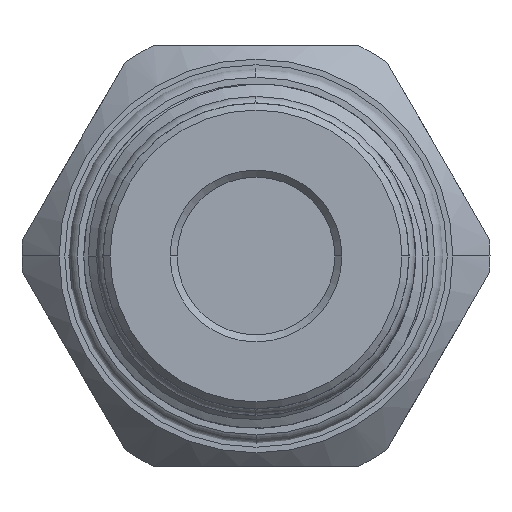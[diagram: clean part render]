
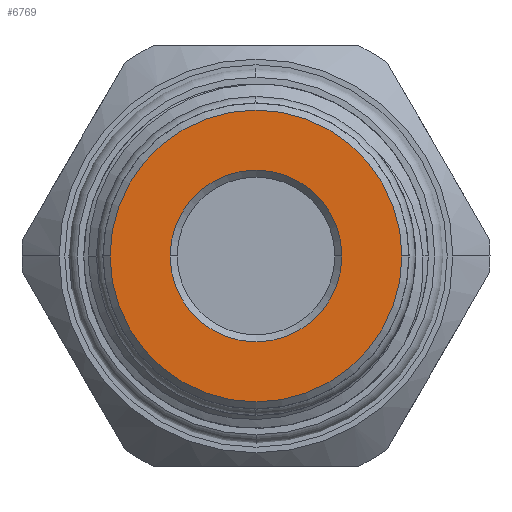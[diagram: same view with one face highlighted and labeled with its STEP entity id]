
A CAD part, left-side view. The second image highlights one B-rep face of the part: STEP entity #6769.
In plain terms, the highlighted planar face has unit normal (-1, 0, 0).
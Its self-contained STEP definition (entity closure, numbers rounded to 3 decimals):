
#70 = CARTESIAN_POINT ( 'NONE',  ( -73.054, 8.325, 0. ) ) ;
#215 = DIRECTION ( 'NONE',  ( 0., 1., 0. ) ) ;
#685 = ORIENTED_EDGE ( 'NONE', *, *, #1427, .T. ) ;
#944 = AXIS2_PLACEMENT_3D ( 'NONE', #7859, #10939, #8888 ) ;
#1275 = PLANE ( 'NONE',  #10985 ) ;
#1427 = EDGE_CURVE ( 'NONE', #5231, #4443, #9620, .T. ) ;
#1795 = AXIS2_PLACEMENT_3D ( 'NONE', #11628, #12629, #215 ) ;
#2337 = DIRECTION ( 'NONE',  ( 1., 0., 0. ) ) ;
#2856 = EDGE_CURVE ( 'NONE', #12779, #4898, #10749, .T. ) ;
#3650 = FACE_BOUND ( 'NONE', #12644, .T. ) ;
#3905 = ORIENTED_EDGE ( 'NONE', *, *, #4511, .T. ) ;
#4108 = DIRECTION ( 'NONE',  ( 1., 0., 0. ) ) ;
#4443 = VERTEX_POINT ( 'NONE', #12062 ) ;
#4511 = EDGE_CURVE ( 'NONE', #4443, #5231, #8605, .T. ) ;
#4597 = DIRECTION ( 'NONE',  ( 0., -1., 0. ) ) ;
#4832 = DIRECTION ( 'NONE',  ( 1., 0., 0. ) ) ;
#4898 = VERTEX_POINT ( 'NONE', #10586 ) ;
#5150 = CARTESIAN_POINT ( 'NONE',  ( -73.054, -4.9, 0. ) ) ;
#5231 = VERTEX_POINT ( 'NONE', #5150 ) ;
#5298 = FACE_OUTER_BOUND ( 'NONE', #13148, .T. ) ;
#6520 = ORIENTED_EDGE ( 'NONE', *, *, #7483, .T. ) ;
#6769 = ADVANCED_FACE ( 'NONE', ( #3650, #5298 ), #1275, .F. ) ;
#6900 = DIRECTION ( 'NONE',  ( 0., -1., 0. ) ) ;
#7483 = EDGE_CURVE ( 'NONE', #4898, #12779, #9691, .T. ) ;
#7859 = CARTESIAN_POINT ( 'NONE',  ( -73.054, 0., 0. ) ) ;
#8605 = CIRCLE ( 'NONE', #13238, 4.9 ) ;
#8888 = DIRECTION ( 'NONE',  ( 0., 1., 0. ) ) ;
#9620 = CIRCLE ( 'NONE', #12442, 4.9 ) ;
#9691 = CIRCLE ( 'NONE', #1795, 8.325 ) ;
#10288 = CARTESIAN_POINT ( 'NONE',  ( -73.054, 0., 0. ) ) ;
#10586 = CARTESIAN_POINT ( 'NONE',  ( -73.054, -8.325, 0. ) ) ;
#10749 = CIRCLE ( 'NONE', #944, 8.325 ) ;
#10939 = DIRECTION ( 'NONE',  ( -1., 0., 0. ) ) ;
#10985 = AXIS2_PLACEMENT_3D ( 'NONE', #11779, #2337, #4597 ) ;
#11409 = DIRECTION ( 'NONE',  ( 0., -1., 0. ) ) ;
#11443 = ORIENTED_EDGE ( 'NONE', *, *, #2856, .T. ) ;
#11628 = CARTESIAN_POINT ( 'NONE',  ( -73.054, 0., 0. ) ) ;
#11779 = CARTESIAN_POINT ( 'NONE',  ( -73.054, 0., 0. ) ) ;
#12062 = CARTESIAN_POINT ( 'NONE',  ( -73.054, 4.9, 0. ) ) ;
#12442 = AXIS2_PLACEMENT_3D ( 'NONE', #13109, #4832, #6900 ) ;
#12629 = DIRECTION ( 'NONE',  ( -1., 0., 0. ) ) ;
#12644 = EDGE_LOOP ( 'NONE', ( #3905, #685 ) ) ;
#12779 = VERTEX_POINT ( 'NONE', #70 ) ;
#13109 = CARTESIAN_POINT ( 'NONE',  ( -73.054, 0., 0. ) ) ;
#13148 = EDGE_LOOP ( 'NONE', ( #6520, #11443 ) ) ;
#13238 = AXIS2_PLACEMENT_3D ( 'NONE', #10288, #4108, #11409 ) ;
